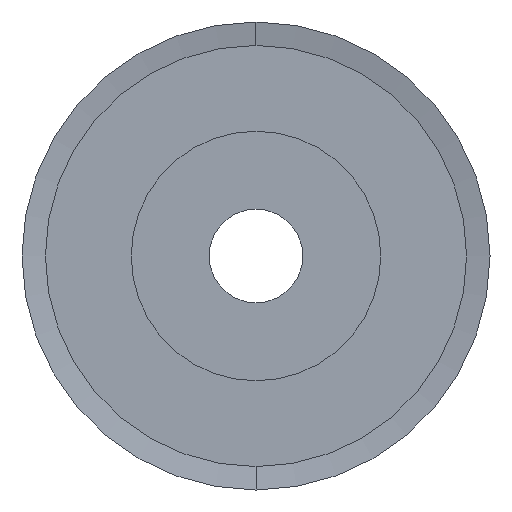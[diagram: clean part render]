
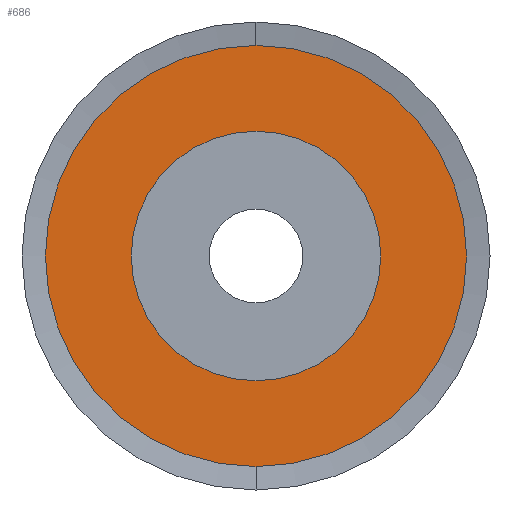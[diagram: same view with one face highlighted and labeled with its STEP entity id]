
A CAD part, left-side view. The second image highlights one B-rep face of the part: STEP entity #686.
In plain terms, the highlighted planar face has unit normal (-1, 0, 0).
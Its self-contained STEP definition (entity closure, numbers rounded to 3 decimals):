
#686=ADVANCED_FACE('',(#1375,#1376),#1377,.T.);
#1375=FACE_OUTER_BOUND('',#2064,.T.);
#1376=FACE_BOUND('',#2065,.T.);
#1377=PLANE('',#2066);
#2064=EDGE_LOOP('',(#4232,#4233));
#2065=EDGE_LOOP('',(#4234,#4235));
#2066=AXIS2_PLACEMENT_3D('',#4236,#4237,#4238);
#4232=ORIENTED_EDGE('',*,*,#5151,.F.);
#4233=ORIENTED_EDGE('',*,*,#4307,.F.);
#4234=ORIENTED_EDGE('',*,*,#5152,.F.);
#4235=ORIENTED_EDGE('',*,*,#4297,.F.);
#4236=CARTESIAN_POINT('',(-4.75,0.0,-10.75));
#4237=DIRECTION('',(-1.0,0.0,0.0));
#4238=DIRECTION('',(0.0,0.0,1.0));
#4297=EDGE_CURVE('',#5178,#5174,#5180,.T.);
#4307=EDGE_CURVE('',#5194,#5191,#5196,.T.);
#5151=EDGE_CURVE('',#5191,#5194,#6456,.T.);
#5152=EDGE_CURVE('',#5174,#5178,#6457,.T.);
#5174=VERTEX_POINT('',#6481);
#5178=VERTEX_POINT('',#6486);
#5180=CIRCLE('',#6489,8.0);
#5191=VERTEX_POINT('',#6502);
#5194=VERTEX_POINT('',#6506);
#5196=CIRCLE('',#6509,13.5);
#6456=CIRCLE('',#8080,13.5);
#6457=CIRCLE('',#8081,8.0);
#6481=CARTESIAN_POINT('',(-4.75,0.0,-8.0));
#6486=CARTESIAN_POINT('',(-4.75,0.,8.0));
#6489=AXIS2_PLACEMENT_3D('',#8105,#8106,#8107);
#6502=CARTESIAN_POINT('',(-4.75,0.0,-13.5));
#6506=CARTESIAN_POINT('',(-4.75,0.,13.5));
#6509=AXIS2_PLACEMENT_3D('',#8121,#8122,#8123);
#8080=AXIS2_PLACEMENT_3D('',#9386,#9387,#9388);
#8081=AXIS2_PLACEMENT_3D('',#9389,#9390,#9391);
#8105=CARTESIAN_POINT('',(-4.75,0.0,0.0));
#8106=DIRECTION('',(-1.0,0.0,0.0));
#8107=DIRECTION('',(0.0,0.0,-1.0));
#8121=CARTESIAN_POINT('',(-4.75,0.0,0.0));
#8122=DIRECTION('',(1.0,0.0,0.0));
#8123=DIRECTION('',(0.0,0.0,-1.0));
#9386=CARTESIAN_POINT('',(-4.75,0.0,0.0));
#9387=DIRECTION('',(1.0,0.0,0.0));
#9388=DIRECTION('',(0.0,0.0,-1.0));
#9389=CARTESIAN_POINT('',(-4.75,0.0,0.0));
#9390=DIRECTION('',(-1.0,0.0,0.0));
#9391=DIRECTION('',(0.0,0.0,-1.0));
